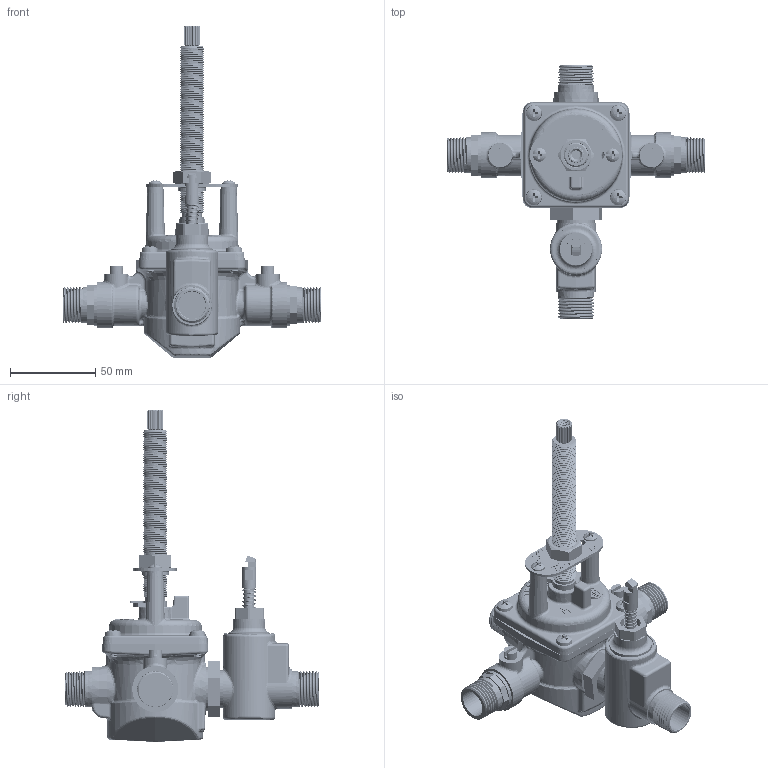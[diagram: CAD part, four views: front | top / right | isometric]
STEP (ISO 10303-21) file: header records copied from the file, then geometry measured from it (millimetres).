
FILE_DESCRIPTION((''),'2;1');
FILE_NAME('1-595_ASM','2021-04-20T10:52:34',('rsmith'),(''),'CREO PARAMETRIC BY PTC INC, 2018400','CREO PARAMETRIC BY PTC INC, 2018400','');
FILE_SCHEMA(('AUTOMOTIVE_DESIGN { 1 0 10303 214 1 1 1 1 }'));
Length unit declared in the file: inch
Products named in the file (21): DEFAULT-19951; DEFAULT-39795; DEFAULT-40417; DEFAULT-41269; DEFAULT-60745; DEFAULT-60749_ASM; DEFAULT-64669_ASM; 1-209-1_ASM; 1-209-2; 1-043; 10714; 10494; 10493; 1-209_ASM; 11349; 10631; 11459; 92014; 10259; 1-423_ASM; 1-595_ASM
Assembly tree (26 placements, depth 6):
  1-595_ASM
    1-209_ASM
      1-209-1_ASM
        DEFAULT-64669_ASM
          DEFAULT-19951
          DEFAULT-39795
          DEFAULT-40417
          DEFAULT-41269  x2
          DEFAULT-60749_ASM  x2
            DEFAULT-60745
      1-209-2
      1-043
      10714  x4
      10494
      10493
    1-423_ASM
      11349
      10631
      11459
      92014  x2
      10259
Bounding box: 151.4 x 149 x 194.44 mm (x, y, z)
Volume: 302122.1 mm3; surface area: 96007.5 mm2
Topology: 22 solids, 24 shells, 3865 faces, 10462 edges, 6739 vertices
Faces by surface type: plane 1442, cylinder 1097, bspline 567, cone 371, extrusion 281, sphere 61, torus 46
Entity records: 218525 total; most frequent: CARTESIAN_POINT 105505, ORIENTED_EDGE 19310, DIRECTION 14205, EDGE_CURVE 9655, PRESENTATION_STYLE_ASSIGNMENT 8040, STYLED_ITEM 8013, CURVE_STYLE 7027, VERTEX_POINT 6240
